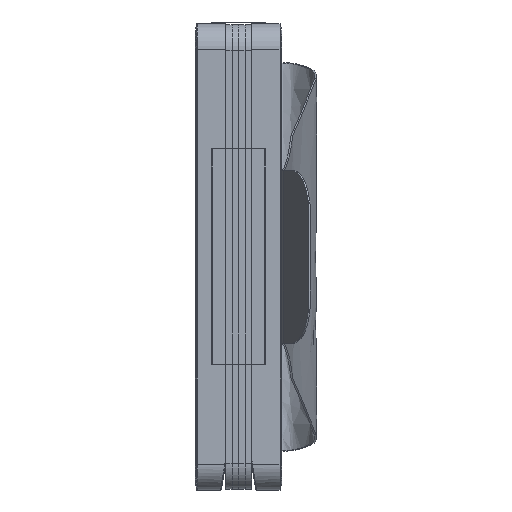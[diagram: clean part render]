
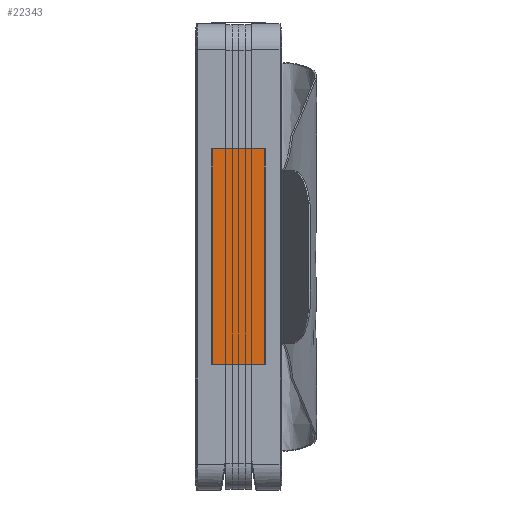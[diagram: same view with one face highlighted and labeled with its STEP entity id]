
A CAD part, left-side view. The second image highlights one B-rep face of the part: STEP entity #22343.
In plain terms, the highlighted free-form (B-spline) face has degree [1, 1] with [2, 2] control points.
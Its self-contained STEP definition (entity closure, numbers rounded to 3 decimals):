
#22316 = VERTEX_POINT('',#22317);
#22317 = CARTESIAN_POINT('',(-62.064,2.253,
    -18.169));
#22323 = EDGE_CURVE('',#22324,#22316,#22326,.T.);
#22324 = VERTEX_POINT('',#22325);
#22325 = CARTESIAN_POINT('',(-62.064,2.253,
    18.169));
#22326 = B_SPLINE_CURVE_WITH_KNOTS('',1,(#22327,#22328),.UNSPECIFIED.,
  .F.,.F.,(2,2),(-0.,25.),.PIECEWISE_BEZIER_KNOTS.);
#22327 = CARTESIAN_POINT('',(-62.064,2.253,
    18.169));
#22328 = CARTESIAN_POINT('',(-62.064,2.253,
    -18.169));
#22343 = ADVANCED_FACE('',(#22344),#22366,.T.);
#22344 = FACE_BOUND('',#22345,.T.);
#22345 = EDGE_LOOP('',(#22346,#22353,#22360,#22365));
#22346 = ORIENTED_EDGE('',*,*,#22347,.F.);
#22347 = EDGE_CURVE('',#22348,#22316,#22350,.T.);
#22348 = VERTEX_POINT('',#22349);
#22349 = CARTESIAN_POINT('',(-62.064,-6.613,
    -18.169));
#22350 = B_SPLINE_CURVE_WITH_KNOTS('',1,(#22351,#22352),.UNSPECIFIED.,
  .F.,.F.,(2,2),(291591.45,291597.55),.PIECEWISE_BEZIER_KNOTS.);
#22351 = CARTESIAN_POINT('',(-62.064,-6.613,
    -18.169));
#22352 = CARTESIAN_POINT('',(-62.064,2.253,
    -18.169));
#22353 = ORIENTED_EDGE('',*,*,#22354,.F.);
#22354 = EDGE_CURVE('',#22355,#22348,#22357,.T.);
#22355 = VERTEX_POINT('',#22356);
#22356 = CARTESIAN_POINT('',(-62.064,-6.613,
    18.169));
#22357 = B_SPLINE_CURVE_WITH_KNOTS('',1,(#22358,#22359),.UNSPECIFIED.,
  .F.,.F.,(2,2),(-0.,25.),.PIECEWISE_BEZIER_KNOTS.);
#22358 = CARTESIAN_POINT('',(-62.064,-6.613,
    18.169));
#22359 = CARTESIAN_POINT('',(-62.064,-6.613,
    -18.169));
#22360 = ORIENTED_EDGE('',*,*,#22361,.T.);
#22361 = EDGE_CURVE('',#22355,#22324,#22362,.T.);
#22362 = B_SPLINE_CURVE_WITH_KNOTS('',1,(#22363,#22364),.UNSPECIFIED.,
  .F.,.F.,(2,2),(291591.45,291597.55),.PIECEWISE_BEZIER_KNOTS.);
#22363 = CARTESIAN_POINT('',(-62.064,-6.613,
    18.169));
#22364 = CARTESIAN_POINT('',(-62.064,2.253,
    18.169));
#22365 = ORIENTED_EDGE('',*,*,#22323,.T.);
#22366 = B_SPLINE_SURFACE_WITH_KNOTS('',1,1,(
    (#22367,#22368)
    ,(#22369,#22370
    )),.UNSPECIFIED.,.F.,.F.,.F.,(2,2),(2,2),(-25.,0.),(291591.45,
    291597.55),.PIECEWISE_BEZIER_KNOTS.);
#22367 = CARTESIAN_POINT('',(-62.064,-6.613,
    -18.169));
#22368 = CARTESIAN_POINT('',(-62.064,2.253,
    -18.169));
#22369 = CARTESIAN_POINT('',(-62.064,-6.613,
    18.169));
#22370 = CARTESIAN_POINT('',(-62.064,2.253,
    18.169));
